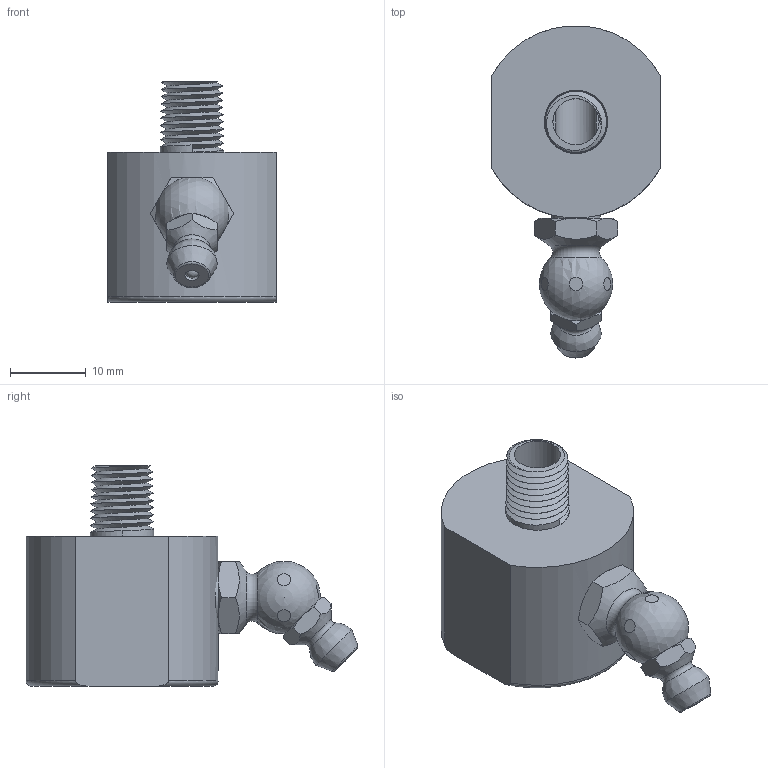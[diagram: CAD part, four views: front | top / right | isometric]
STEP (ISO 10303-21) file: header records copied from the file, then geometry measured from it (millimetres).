
FILE_DESCRIPTION(/* description */ (''),/* implementation_level */ '2;1');
FILE_NAME(/* name */ 'MH134-2B.stp',/* time_stamp */ '2019-08-08T11:33:58-04:00',/* author */ ('lcup'),/* organization */ (''),/* preprocessor_version */ 'ST-DEVELOPER v17.2',/* originating_system */ 'Autodesk Inventor 2019',/* authorisation */ '');
FILE_SCHEMA (('AUTOMOTIVE_DESIGN { 1 0 10303 214 3 1 1 }'));
Length unit declared in the file: inch
Products named in the file (3): MH134-2B; MHP10089; MHP10215
Assembly tree (2 placements, depth 2):
  MH134-2B
    MHP10089
    MHP10215
Bounding box: 22.23 x 43.82 x 29.08 mm (x, y, z)
Volume: 9910.4 mm3; surface area: 4710.6 mm2
Topology: 4 solids, 4 shells, 102 faces, 276 edges, 182 vertices
Faces by surface type: cone 35, plane 34, cylinder 18, bspline 8, torus 5, sphere 2
Full cylindrical faces by diameter (mm): 1.863 x3, 5.359 x7, 6.096 x1, 6.35 x1
Entity records: 7824 total; most frequent: CARTESIAN_POINT 5351, ORIENTED_EDGE 540, DIRECTION 440, EDGE_CURVE 270, AXIS2_PLACEMENT_3D 187, VERTEX_POINT 182, EDGE_LOOP 114, FACE_OUTER_BOUND 102
